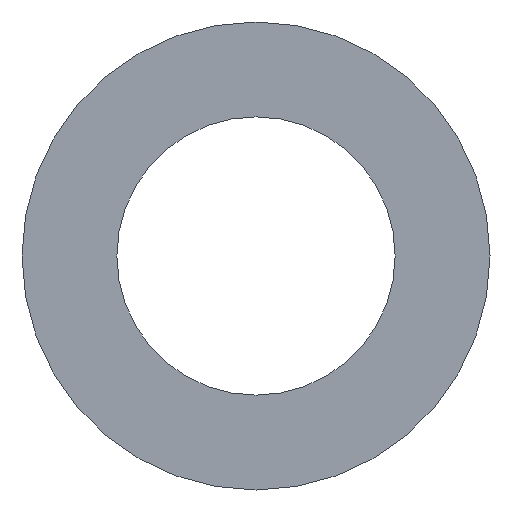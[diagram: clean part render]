
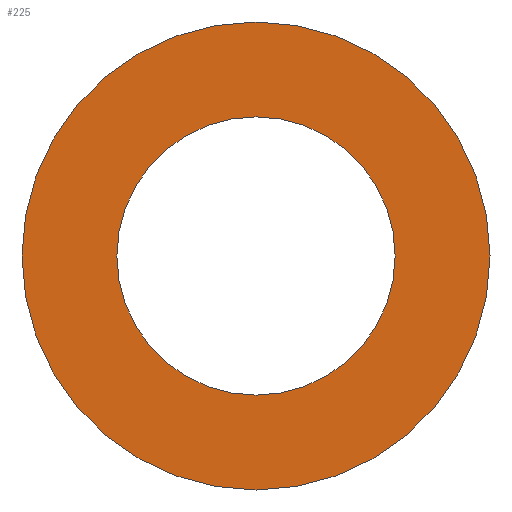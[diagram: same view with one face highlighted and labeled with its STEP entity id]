
A CAD part, front view. The second image highlights one B-rep face of the part: STEP entity #225.
In plain terms, the highlighted planar face has unit normal (0, -1, 0).
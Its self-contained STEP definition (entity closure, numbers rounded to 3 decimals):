
#4 = CARTESIAN_POINT ( 'NONE',  ( 0., -3., 11. ) ) ;
#21 = DIRECTION ( 'NONE',  ( 0., 0., 1. ) ) ;
#23 = CIRCLE ( 'NONE', #164, 18.5 ) ;
#24 = VERTEX_POINT ( 'NONE', #4 ) ;
#31 = EDGE_CURVE ( 'NONE', #34, #74, #23, .T. ) ;
#32 = AXIS2_PLACEMENT_3D ( 'NONE', #188, #171, #170 ) ;
#34 = VERTEX_POINT ( 'NONE', #223 ) ;
#39 = DIRECTION ( 'NONE',  ( 0., 1., 0. ) ) ;
#41 = CARTESIAN_POINT ( 'NONE',  ( 0., -3., 0. ) ) ;
#50 = DIRECTION ( 'NONE',  ( 0., 1., 0. ) ) ;
#52 = FACE_BOUND ( 'NONE', #90, .T. ) ;
#53 = ORIENTED_EDGE ( 'NONE', *, *, #132, .F. ) ;
#71 = CIRCLE ( 'NONE', #127, 11. ) ;
#74 = VERTEX_POINT ( 'NONE', #204 ) ;
#77 = DIRECTION ( 'NONE',  ( 0., 1., 0. ) ) ;
#84 = ORIENTED_EDGE ( 'NONE', *, *, #116, .T. ) ;
#88 = CARTESIAN_POINT ( 'NONE',  ( 0., -3., -11. ) ) ;
#90 = EDGE_LOOP ( 'NONE', ( #181, #84 ) ) ;
#96 = AXIS2_PLACEMENT_3D ( 'NONE', #41, #39, #21 ) ;
#100 = DIRECTION ( 'NONE',  ( 0., 1., 0. ) ) ;
#116 = EDGE_CURVE ( 'NONE', #217, #24, #71, .T. ) ;
#120 = CARTESIAN_POINT ( 'NONE',  ( 0., -3., 0. ) ) ;
#125 = CARTESIAN_POINT ( 'NONE',  ( 0., -3., 0. ) ) ;
#127 = AXIS2_PLACEMENT_3D ( 'NONE', #125, #100, #167 ) ;
#132 = EDGE_CURVE ( 'NONE', #74, #34, #174, .T. ) ;
#142 = DIRECTION ( 'NONE',  ( 0., 0., 1. ) ) ;
#149 = EDGE_CURVE ( 'NONE', #24, #217, #203, .T. ) ;
#157 = EDGE_LOOP ( 'NONE', ( #220, #53 ) ) ;
#164 = AXIS2_PLACEMENT_3D ( 'NONE', #120, #77, #142 ) ;
#167 = DIRECTION ( 'NONE',  ( 0., 0., 1. ) ) ;
#170 = DIRECTION ( 'NONE',  ( 0., 0., 1. ) ) ;
#171 = DIRECTION ( 'NONE',  ( 0., 1., 0. ) ) ;
#174 = CIRCLE ( 'NONE', #96, 18.5 ) ;
#181 = ORIENTED_EDGE ( 'NONE', *, *, #149, .T. ) ;
#188 = CARTESIAN_POINT ( 'NONE',  ( 0., -3., 0. ) ) ;
#192 = CARTESIAN_POINT ( 'NONE',  ( 11., -3., 0. ) ) ;
#200 = DIRECTION ( 'NONE',  ( 0., 0., 1. ) ) ;
#203 = CIRCLE ( 'NONE', #32, 11. ) ;
#204 = CARTESIAN_POINT ( 'NONE',  ( 0., -3., -18.5 ) ) ;
#217 = VERTEX_POINT ( 'NONE', #88 ) ;
#220 = ORIENTED_EDGE ( 'NONE', *, *, #31, .F. ) ;
#223 = CARTESIAN_POINT ( 'NONE',  ( 0., -3., 18.5 ) ) ;
#225 = ADVANCED_FACE ( 'NONE', ( #234, #52 ), #238, .F. ) ;
#234 = FACE_OUTER_BOUND ( 'NONE', #157, .T. ) ;
#238 = PLANE ( 'NONE',  #243 ) ;
#243 = AXIS2_PLACEMENT_3D ( 'NONE', #192, #50, #200 ) ;
